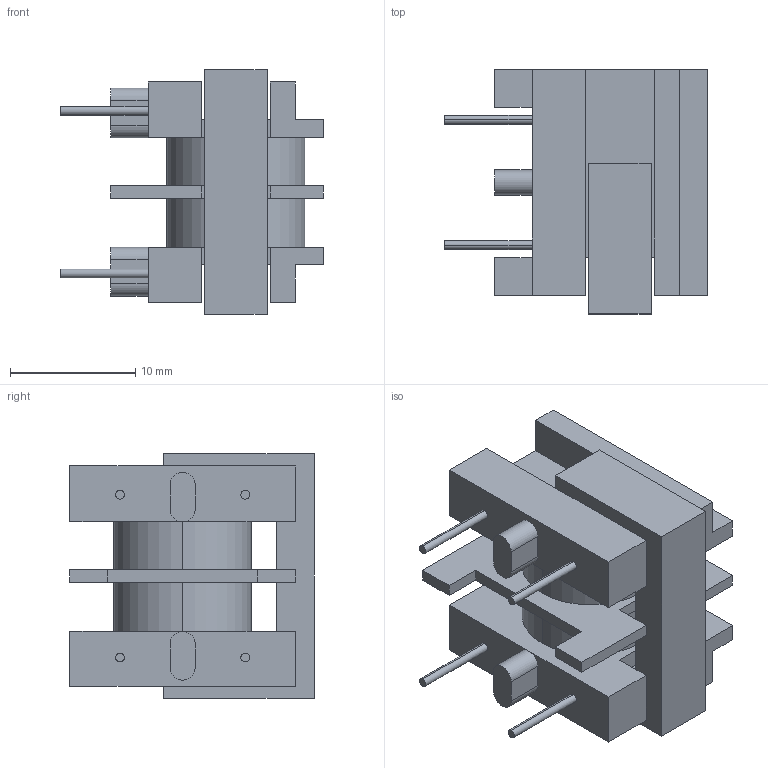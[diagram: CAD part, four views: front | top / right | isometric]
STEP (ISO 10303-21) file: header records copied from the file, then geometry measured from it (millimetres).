
FILE_DESCRIPTION (( 'STEP AP214' ), '1' );
FILE_NAME ('UU10.5Y.STEP', '2021-07-21T14:55:06', ( '' ), ( '' ), 'SwSTEP 2.0', 'SolidWorks 2017', '' );
FILE_SCHEMA (( 'AUTOMOTIVE_DESIGN' ));
Length unit declared in the file: millimetre
Products named in the file (1): UU10.5Y
Bounding box: 21 x 19.5 x 19.5 mm (x, y, z)
Volume: 3023.4 mm3; surface area: 2848.9 mm2
Topology: 1 solids, 1 shells, 82 faces, 213 edges, 141 vertices
Faces by surface type: plane 64, cylinder 18
Entity records: 3311 total; most frequent: CARTESIAN_POINT 433, ORIENTED_EDGE 420, DIRECTION 412, EDGE_CURVE 210, VECTOR 174, LINE 174, VERTEX_POINT 140, AXIS2_PLACEMENT_3D 119
